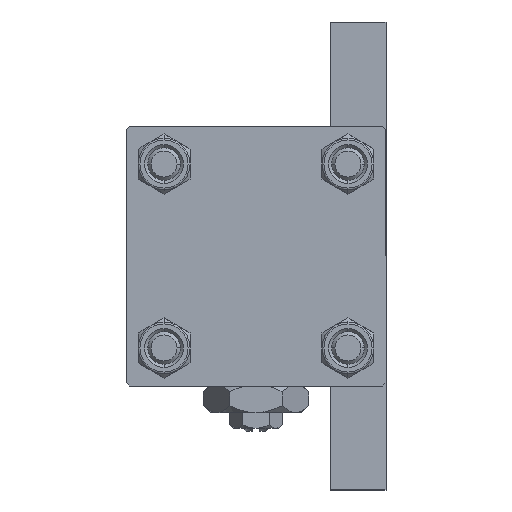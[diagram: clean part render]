
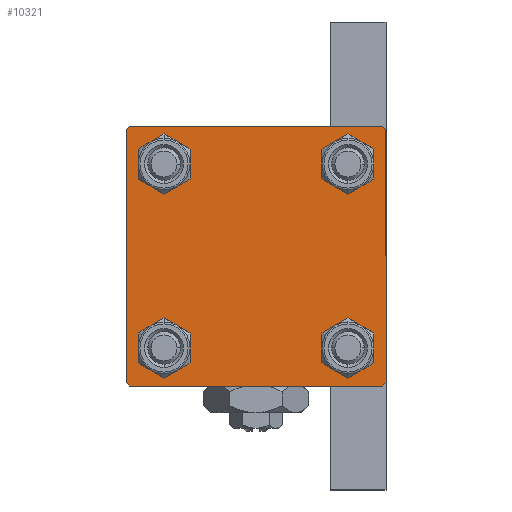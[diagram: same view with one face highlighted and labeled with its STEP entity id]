
A CAD part, left-side view. The second image highlights one B-rep face of the part: STEP entity #10321.
In plain terms, the highlighted planar face has unit normal (-1, 0, 0).
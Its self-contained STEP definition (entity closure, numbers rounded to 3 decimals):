
#321 = VECTOR ( 'NONE', #19448, 1000. ) ;
#362 = VECTOR ( 'NONE', #25495, 1000. ) ;
#373 = CARTESIAN_POINT ( 'NONE',  ( 0., 20., -20. ) ) ;
#546 = CARTESIAN_POINT ( 'NONE',  ( 0., -20., 20. ) ) ;
#569 = DIRECTION ( 'NONE',  ( 0., 0.707, -0.707 ) ) ;
#1292 = CARTESIAN_POINT ( 'NONE',  ( 0., 20., 19.5 ) ) ;
#2230 = EDGE_CURVE ( 'NONE', #41377, #20886, #10379, .T. ) ;
#2366 = VERTEX_POINT ( 'NONE', #8102 ) ;
#2527 = FACE_BOUND ( 'NONE', #22136, .T. ) ;
#2608 = ORIENTED_EDGE ( 'NONE', *, *, #2911, .F. ) ;
#2911 = EDGE_CURVE ( 'NONE', #24613, #11444, #24426, .T. ) ;
#3170 = ORIENTED_EDGE ( 'NONE', *, *, #26146, .T. ) ;
#3725 = ORIENTED_EDGE ( 'NONE', *, *, #2230, .T. ) ;
#4226 = AXIS2_PLACEMENT_3D ( 'NONE', #45533, #41035, #37775 ) ;
#4535 = CIRCLE ( 'NONE', #10957, 3. ) ;
#4627 = EDGE_CURVE ( 'NONE', #20886, #15082, #17815, .T. ) ;
#4850 = DIRECTION ( 'NONE',  ( 0., -1., 0. ) ) ;
#5055 = AXIS2_PLACEMENT_3D ( 'NONE', #41616, #14411, #40884 ) ;
#5589 = EDGE_CURVE ( 'NONE', #36715, #17055, #41536, .T. ) ;
#5700 = DIRECTION ( 'NONE',  ( 0., 0., 1. ) ) ;
#5778 = PLANE ( 'NONE',  #28838 ) ;
#5835 = VERTEX_POINT ( 'NONE', #41360 ) ;
#5952 = DIRECTION ( 'NONE',  ( 1., 0., 0. ) ) ;
#5993 = DIRECTION ( 'NONE',  ( 0., 0., 1. ) ) ;
#6590 = ORIENTED_EDGE ( 'NONE', *, *, #5589, .F. ) ;
#7412 = CARTESIAN_POINT ( 'NONE',  ( 0., -20., 19.5 ) ) ;
#7676 = EDGE_CURVE ( 'NONE', #15082, #8618, #42104, .T. ) ;
#7815 = CARTESIAN_POINT ( 'NONE',  ( 0., -19.5, -20. ) ) ;
#8102 = CARTESIAN_POINT ( 'NONE',  ( 0., 14.15, 11.15 ) ) ;
#8297 = DIRECTION ( 'NONE',  ( 0., 0., -1. ) ) ;
#8330 = CIRCLE ( 'NONE', #36241, 3. ) ;
#8618 = VERTEX_POINT ( 'NONE', #7815 ) ;
#8891 = DIRECTION ( 'NONE',  ( 0., 0., 1. ) ) ;
#9636 = CARTESIAN_POINT ( 'NONE',  ( 0., 20., 20. ) ) ;
#10321 = ADVANCED_FACE ( 'NONE', ( #17521, #29279, #36752, #2527, #22031 ), #5778, .T. ) ;
#10379 = LINE ( 'NONE', #9636, #21546 ) ;
#10957 = AXIS2_PLACEMENT_3D ( 'NONE', #43858, #12891, #8891 ) ;
#11444 = VERTEX_POINT ( 'NONE', #41331 ) ;
#11599 = ORIENTED_EDGE ( 'NONE', *, *, #14572, .T. ) ;
#11630 = CARTESIAN_POINT ( 'NONE',  ( 0., 14.15, 17.15 ) ) ;
#11682 = CARTESIAN_POINT ( 'NONE',  ( 0., 20., -19.5 ) ) ;
#12206 = VERTEX_POINT ( 'NONE', #12323 ) ;
#12323 = CARTESIAN_POINT ( 'NONE',  ( 0., 14.15, -11.15 ) ) ;
#12445 = CARTESIAN_POINT ( 'NONE',  ( 0., 20., 20. ) ) ;
#12558 = EDGE_CURVE ( 'NONE', #43701, #41978, #17794, .T. ) ;
#12742 = DIRECTION ( 'NONE',  ( 0., 0., 1. ) ) ;
#12891 = DIRECTION ( 'NONE',  ( 1., 0., 0. ) ) ;
#13073 = CIRCLE ( 'NONE', #45788, 3. ) ;
#13090 = ORIENTED_EDGE ( 'NONE', *, *, #17277, .T. ) ;
#13475 = ORIENTED_EDGE ( 'NONE', *, *, #12558, .T. ) ;
#13570 = DIRECTION ( 'NONE',  ( 0., -0.707, -0.707 ) ) ;
#13976 = ORIENTED_EDGE ( 'NONE', *, *, #20670, .T. ) ;
#14040 = DIRECTION ( 'NONE',  ( 0., 0., 1. ) ) ;
#14411 = DIRECTION ( 'NONE',  ( 1., 0., 0. ) ) ;
#14572 = EDGE_CURVE ( 'NONE', #12206, #47216, #13073, .T. ) ;
#15082 = VERTEX_POINT ( 'NONE', #25440 ) ;
#17055 = VERTEX_POINT ( 'NONE', #32783 ) ;
#17277 = EDGE_CURVE ( 'NONE', #2366, #44080, #36243, .T. ) ;
#17521 = FACE_BOUND ( 'NONE', #33410, .T. ) ;
#17794 = CIRCLE ( 'NONE', #4226, 3. ) ;
#17815 = LINE ( 'NONE', #18314, #38362 ) ;
#18314 = CARTESIAN_POINT ( 'NONE',  ( 0., 19.75, -19.75 ) ) ;
#19448 = DIRECTION ( 'NONE',  ( 0., 0.707, 0.707 ) ) ;
#19692 = LINE ( 'NONE', #46673, #321 ) ;
#20348 = EDGE_CURVE ( 'NONE', #8618, #17055, #48261, .T. ) ;
#20661 = EDGE_CURVE ( 'NONE', #47216, #12206, #22707, .T. ) ;
#20670 = EDGE_CURVE ( 'NONE', #41978, #43701, #8330, .T. ) ;
#20695 = CARTESIAN_POINT ( 'NONE',  ( 0., 14.15, -14.15 ) ) ;
#20775 = VECTOR ( 'NONE', #4850, 1000. ) ;
#20886 = VERTEX_POINT ( 'NONE', #11682 ) ;
#20984 = CARTESIAN_POINT ( 'NONE',  ( 0., 14.15, 14.15 ) ) ;
#21546 = VECTOR ( 'NONE', #25610, 1000. ) ;
#21570 = EDGE_LOOP ( 'NONE', ( #3725, #30819, #46229, #48472, #6590, #21923, #2608, #25626 ) ) ;
#21923 = ORIENTED_EDGE ( 'NONE', *, *, #36432, .T. ) ;
#22031 = FACE_OUTER_BOUND ( 'NONE', #21570, .T. ) ;
#22066 = CARTESIAN_POINT ( 'NONE',  ( 0., 14.15, -14.15 ) ) ;
#22136 = EDGE_LOOP ( 'NONE', ( #36404, #13090 ) ) ;
#22707 = CIRCLE ( 'NONE', #48274, 3. ) ;
#24426 = LINE ( 'NONE', #12445, #39855 ) ;
#24613 = VERTEX_POINT ( 'NONE', #44500 ) ;
#25440 = CARTESIAN_POINT ( 'NONE',  ( 0., 19.5, -20. ) ) ;
#25495 = DIRECTION ( 'NONE',  ( 0., -0.707, 0.707 ) ) ;
#25610 = DIRECTION ( 'NONE',  ( 0., 0., -1. ) ) ;
#25626 = ORIENTED_EDGE ( 'NONE', *, *, #49054, .T. ) ;
#26146 = EDGE_CURVE ( 'NONE', #32790, #5835, #4535, .T. ) ;
#26571 = CARTESIAN_POINT ( 'NONE',  ( 0., 19.75, 19.75 ) ) ;
#27470 = CARTESIAN_POINT ( 'NONE',  ( 0., -14.15, 14.15 ) ) ;
#27930 = DIRECTION ( 'NONE',  ( 1., 0., 0. ) ) ;
#28184 = CARTESIAN_POINT ( 'NONE',  ( 0., -14.15, -14.15 ) ) ;
#28838 = AXIS2_PLACEMENT_3D ( 'NONE', #33022, #48285, #14040 ) ;
#29279 = FACE_BOUND ( 'NONE', #38635, .T. ) ;
#30577 = LINE ( 'NONE', #26571, #30930 ) ;
#30819 = ORIENTED_EDGE ( 'NONE', *, *, #4627, .T. ) ;
#30930 = VECTOR ( 'NONE', #569, 1000. ) ;
#32783 = CARTESIAN_POINT ( 'NONE',  ( 0., -20., -19.5 ) ) ;
#32790 = VERTEX_POINT ( 'NONE', #44339 ) ;
#33022 = CARTESIAN_POINT ( 'NONE',  ( 0., 0., 0. ) ) ;
#33311 = DIRECTION ( 'NONE',  ( 0., 0., 1. ) ) ;
#33410 = EDGE_LOOP ( 'NONE', ( #3170, #34798 ) ) ;
#33492 = CARTESIAN_POINT ( 'NONE',  ( 0., -19.75, -19.75 ) ) ;
#34324 = CARTESIAN_POINT ( 'NONE',  ( 0., 14.15, -17.15 ) ) ;
#34798 = ORIENTED_EDGE ( 'NONE', *, *, #49310, .T. ) ;
#35441 = EDGE_CURVE ( 'NONE', #44080, #2366, #48190, .T. ) ;
#35455 = AXIS2_PLACEMENT_3D ( 'NONE', #20984, #36960, #5993 ) ;
#35917 = DIRECTION ( 'NONE',  ( 0., 0., 1. ) ) ;
#36241 = AXIS2_PLACEMENT_3D ( 'NONE', #28184, #5952, #5700 ) ;
#36243 = CIRCLE ( 'NONE', #35455, 3. ) ;
#36404 = ORIENTED_EDGE ( 'NONE', *, *, #35441, .T. ) ;
#36432 = EDGE_CURVE ( 'NONE', #36715, #11444, #19692, .T. ) ;
#36715 = VERTEX_POINT ( 'NONE', #7412 ) ;
#36752 = FACE_BOUND ( 'NONE', #42313, .T. ) ;
#36789 = DIRECTION ( 'NONE',  ( 1., 0., 0. ) ) ;
#36960 = DIRECTION ( 'NONE',  ( 1., 0., 0. ) ) ;
#37775 = DIRECTION ( 'NONE',  ( 0., 0., 1. ) ) ;
#38124 = CARTESIAN_POINT ( 'NONE',  ( 0., -14.15, -11.15 ) ) ;
#38165 = CIRCLE ( 'NONE', #46120, 3. ) ;
#38362 = VECTOR ( 'NONE', #13570, 1000. ) ;
#38635 = EDGE_LOOP ( 'NONE', ( #13976, #13475 ) ) ;
#39855 = VECTOR ( 'NONE', #46928, 1000. ) ;
#39961 = DIRECTION ( 'NONE',  ( 1., 0., 0. ) ) ;
#40884 = DIRECTION ( 'NONE',  ( 0., 0., 1. ) ) ;
#41035 = DIRECTION ( 'NONE',  ( 1., 0., 0. ) ) ;
#41331 = CARTESIAN_POINT ( 'NONE',  ( 0., -19.5, 20. ) ) ;
#41360 = CARTESIAN_POINT ( 'NONE',  ( 0., -14.15, 11.15 ) ) ;
#41377 = VERTEX_POINT ( 'NONE', #1292 ) ;
#41536 = LINE ( 'NONE', #546, #42353 ) ;
#41616 = CARTESIAN_POINT ( 'NONE',  ( 0., 14.15, 14.15 ) ) ;
#41978 = VERTEX_POINT ( 'NONE', #38124 ) ;
#42104 = LINE ( 'NONE', #373, #20775 ) ;
#42313 = EDGE_LOOP ( 'NONE', ( #11599, #48841 ) ) ;
#42353 = VECTOR ( 'NONE', #8297, 1000. ) ;
#43701 = VERTEX_POINT ( 'NONE', #46152 ) ;
#43858 = CARTESIAN_POINT ( 'NONE',  ( 0., -14.15, 14.15 ) ) ;
#44080 = VERTEX_POINT ( 'NONE', #11630 ) ;
#44339 = CARTESIAN_POINT ( 'NONE',  ( 0., -14.15, 17.15 ) ) ;
#44500 = CARTESIAN_POINT ( 'NONE',  ( 0., 19.5, 20. ) ) ;
#45533 = CARTESIAN_POINT ( 'NONE',  ( 0., -14.15, -14.15 ) ) ;
#45788 = AXIS2_PLACEMENT_3D ( 'NONE', #22066, #36789, #33311 ) ;
#46120 = AXIS2_PLACEMENT_3D ( 'NONE', #27470, #39961, #12742 ) ;
#46152 = CARTESIAN_POINT ( 'NONE',  ( 0., -14.15, -17.15 ) ) ;
#46229 = ORIENTED_EDGE ( 'NONE', *, *, #7676, .T. ) ;
#46673 = CARTESIAN_POINT ( 'NONE',  ( 0., -19.75, 19.75 ) ) ;
#46928 = DIRECTION ( 'NONE',  ( 0., -1., 0. ) ) ;
#47216 = VERTEX_POINT ( 'NONE', #34324 ) ;
#48190 = CIRCLE ( 'NONE', #5055, 3. ) ;
#48261 = LINE ( 'NONE', #33492, #362 ) ;
#48274 = AXIS2_PLACEMENT_3D ( 'NONE', #20695, #27930, #35917 ) ;
#48285 = DIRECTION ( 'NONE',  ( -1., 0., 0. ) ) ;
#48472 = ORIENTED_EDGE ( 'NONE', *, *, #20348, .T. ) ;
#48841 = ORIENTED_EDGE ( 'NONE', *, *, #20661, .T. ) ;
#49054 = EDGE_CURVE ( 'NONE', #24613, #41377, #30577, .T. ) ;
#49310 = EDGE_CURVE ( 'NONE', #5835, #32790, #38165, .T. ) ;
